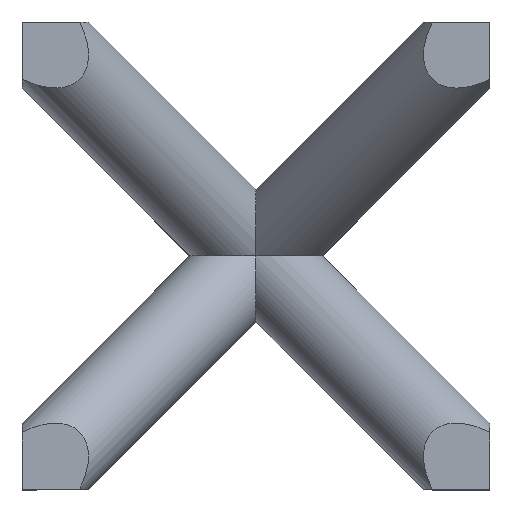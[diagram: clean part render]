
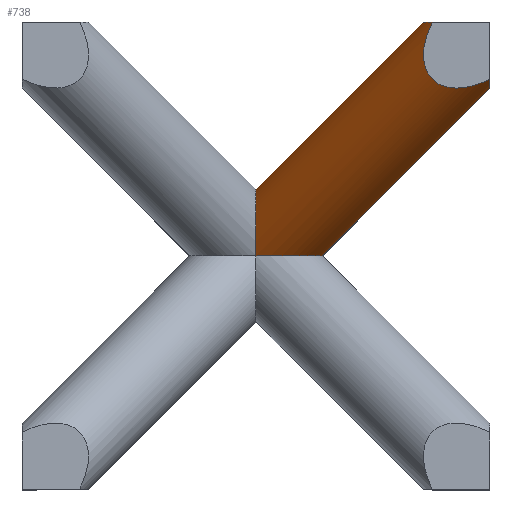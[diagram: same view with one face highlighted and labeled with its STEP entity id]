
A CAD part, top view. The second image highlights one B-rep face of the part: STEP entity #738.
In plain terms, the highlighted cylindrical face has radius 0.004 mm (diameter 0.008 mm), a full revolution.
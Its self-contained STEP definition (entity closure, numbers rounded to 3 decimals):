
#33 = EDGE_LOOP ( 'NONE', ( #399, #741, #424 ) ) ;
#36 = CARTESIAN_POINT ( 'NONE',  ( 0.005, 0., 0. ) ) ;
#45 = VERTEX_POINT ( 'NONE', #234 ) ;
#46 = CARTESIAN_POINT ( 'NONE',  ( 0.02, 0.015, 0.013 ) ) ;
#47 =( BOUNDED_CURVE ( )  B_SPLINE_CURVE ( 3, ( #36, #310, #381, #244 ),
 .UNSPECIFIED., .F., .T. ) 
 B_SPLINE_CURVE_WITH_KNOTS ( ( 4, 4 ),
 ( 2.094, 4.189 ),
 .UNSPECIFIED. ) 
 CURVE ( )  GEOMETRIC_REPRESENTATION_ITEM ( )  RATIONAL_B_SPLINE_CURVE ( ( 1., 0.667, 0.667, 1. ) ) 
 REPRESENTATION_ITEM ( '' )  );
#73 = DIRECTION ( 'NONE',  ( -0.577, -0.577, -0.577 ) ) ;
#80 = CARTESIAN_POINT ( 'NONE',  ( 0.02, 0.02, 0.015 ) ) ;
#95 = EDGE_CURVE ( 'NONE', #113, #513, #47, .T. ) ;
#113 = VERTEX_POINT ( 'NONE', #840 ) ;
#122 = AXIS2_PLACEMENT_3D ( 'NONE', #691, #73, #213 ) ;
#146 =( BOUNDED_CURVE ( )  B_SPLINE_CURVE ( 3, ( #80, #564, #487, #155 ),
 .UNSPECIFIED., .F., .F. ) 
 B_SPLINE_CURVE_WITH_KNOTS ( ( 4, 4 ),
 ( 5.236, 7.33 ),
 .UNSPECIFIED. ) 
 CURVE ( )  GEOMETRIC_REPRESENTATION_ITEM ( )  RATIONAL_B_SPLINE_CURVE ( ( 1., 0.667, 0.667, 1. ) ) 
 REPRESENTATION_ITEM ( '' )  );
#155 = CARTESIAN_POINT ( 'NONE',  ( 0.015, 0.02, 0.02 ) ) ;
#156 =( BOUNDED_CURVE ( )  B_SPLINE_CURVE ( 3, ( #454, #446, #785, #732 ),
 .UNSPECIFIED., .F., .T. ) 
 B_SPLINE_CURVE_WITH_KNOTS ( ( 4, 4 ),
 ( 2.094, 4.189 ),
 .UNSPECIFIED. ) 
 CURVE ( )  GEOMETRIC_REPRESENTATION_ITEM ( )  RATIONAL_B_SPLINE_CURVE ( ( 1., 0.667, 0.667, 1. ) ) 
 REPRESENTATION_ITEM ( '' )  );
#213 = DIRECTION ( 'NONE',  ( 0.707, -0.707, 0. ) ) ;
#234 = CARTESIAN_POINT ( 'NONE',  ( 0., 0., 0.005 ) ) ;
#244 = CARTESIAN_POINT ( 'NONE',  ( 0., 0.005, 0. ) ) ;
#250 = CARTESIAN_POINT ( 'NONE',  ( 0.015, 0.02, 0.02 ) ) ;
#310 = CARTESIAN_POINT ( 'NONE',  ( 0.007, 0.005, 0. ) ) ;
#337 = VERTEX_POINT ( 'NONE', #701 ) ;
#350 = EDGE_CURVE ( 'NONE', #646, #772, #146, .T. ) ;
#381 = CARTESIAN_POINT ( 'NONE',  ( 0.005, 0.007, 0. ) ) ;
#399 = ORIENTED_EDGE ( 'NONE', *, *, #673, .F. ) ;
#409 = CARTESIAN_POINT ( 'NONE',  ( 0.02, 0.015, 0.02 ) ) ;
#413 = ORIENTED_EDGE ( 'NONE', *, *, #814, .F. ) ;
#417 = CARTESIAN_POINT ( 'NONE',  ( 0.015, 0.02, 0.02 ) ) ;
#424 = ORIENTED_EDGE ( 'NONE', *, *, #868, .F. ) ;
#446 = CARTESIAN_POINT ( 'NONE',  ( 0., 0.005, 0.007 ) ) ;
#450 =( BOUNDED_CURVE ( )  B_SPLINE_CURVE ( 3, ( #852, #510, #657, #661 ),
 .UNSPECIFIED., .F., .T. ) 
 B_SPLINE_CURVE_WITH_KNOTS ( ( 4, 4 ),
 ( 5.236, 7.33 ),
 .UNSPECIFIED. ) 
 CURVE ( )  GEOMETRIC_REPRESENTATION_ITEM ( )  RATIONAL_B_SPLINE_CURVE ( ( 1., 0.667, 0.667, 1. ) ) 
 REPRESENTATION_ITEM ( '' )  );
#454 = CARTESIAN_POINT ( 'NONE',  ( 0., 0., 0.005 ) ) ;
#467 = CARTESIAN_POINT ( 'NONE',  ( 0.02, 0.02, 0.015 ) ) ;
#472 = FACE_OUTER_BOUND ( 'NONE', #489, .T. ) ;
#486 = CARTESIAN_POINT ( 'NONE',  ( 0.015, 0.013, 0.02 ) ) ;
#487 = CARTESIAN_POINT ( 'NONE',  ( 0.013, 0.02, 0.015 ) ) ;
#489 = EDGE_LOOP ( 'NONE', ( #413, #851, #523 ) ) ;
#510 = CARTESIAN_POINT ( 'NONE',  ( 0.005, 0., 0.007 ) ) ;
#513 = VERTEX_POINT ( 'NONE', #531 ) ;
#523 = ORIENTED_EDGE ( 'NONE', *, *, #95, .T. ) ;
#531 = CARTESIAN_POINT ( 'NONE',  ( 0., 0.005, 0. ) ) ;
#547 = CARTESIAN_POINT ( 'NONE',  ( 0.02, 0.02, 0.015 ) ) ;
#552 =( BOUNDED_CURVE ( )  B_SPLINE_CURVE ( 3, ( #409, #877, #46, #547 ),
 .UNSPECIFIED., .F., .T. ) 
 B_SPLINE_CURVE_WITH_KNOTS ( ( 4, 4 ),
 ( 5.236, 7.33 ),
 .UNSPECIFIED. ) 
 CURVE ( )  GEOMETRIC_REPRESENTATION_ITEM ( )  RATIONAL_B_SPLINE_CURVE ( ( 1., 0.667, 0.667, 1. ) ) 
 REPRESENTATION_ITEM ( '' )  );
#564 = CARTESIAN_POINT ( 'NONE',  ( 0.015, 0.02, 0.013 ) ) ;
#642 = CARTESIAN_POINT ( 'NONE',  ( 0.013, 0.015, 0.02 ) ) ;
#646 = VERTEX_POINT ( 'NONE', #467 ) ;
#657 = CARTESIAN_POINT ( 'NONE',  ( 0.007, 0., 0.005 ) ) ;
#661 = CARTESIAN_POINT ( 'NONE',  ( 0.005, 0., 0. ) ) ;
#670 =( BOUNDED_CURVE ( )  B_SPLINE_CURVE ( 3, ( #417, #642, #486, #766 ),
 .UNSPECIFIED., .F., .F. ) 
 B_SPLINE_CURVE_WITH_KNOTS ( ( 4, 4 ),
 ( 5.236, 7.33 ),
 .UNSPECIFIED. ) 
 CURVE ( )  GEOMETRIC_REPRESENTATION_ITEM ( )  RATIONAL_B_SPLINE_CURVE ( ( 1., 0.667, 0.667, 1. ) ) 
 REPRESENTATION_ITEM ( '' )  );
#673 = EDGE_CURVE ( 'NONE', #772, #337, #670, .T. ) ;
#691 = CARTESIAN_POINT ( 'NONE',  ( 0.02, 0.02, 0.02 ) ) ;
#701 = CARTESIAN_POINT ( 'NONE',  ( 0.02, 0.015, 0.02 ) ) ;
#732 = CARTESIAN_POINT ( 'NONE',  ( 0., 0.005, 0. ) ) ;
#738 = ADVANCED_FACE ( 'NONE', ( #816, #472 ), #831, .T. ) ;
#741 = ORIENTED_EDGE ( 'NONE', *, *, #350, .F. ) ;
#766 = CARTESIAN_POINT ( 'NONE',  ( 0.02, 0.015, 0.02 ) ) ;
#772 = VERTEX_POINT ( 'NONE', #250 ) ;
#785 = CARTESIAN_POINT ( 'NONE',  ( 0., 0.007, 0.005 ) ) ;
#802 = EDGE_CURVE ( 'NONE', #45, #113, #450, .T. ) ;
#814 = EDGE_CURVE ( 'NONE', #45, #513, #156, .T. ) ;
#816 = FACE_OUTER_BOUND ( 'NONE', #33, .T. ) ;
#831 = CYLINDRICAL_SURFACE ( 'NONE', #122, 0.004 ) ;
#840 = CARTESIAN_POINT ( 'NONE',  ( 0.005, 0., 0. ) ) ;
#851 = ORIENTED_EDGE ( 'NONE', *, *, #802, .T. ) ;
#852 = CARTESIAN_POINT ( 'NONE',  ( 0., 0., 0.005 ) ) ;
#868 = EDGE_CURVE ( 'NONE', #337, #646, #552, .T. ) ;
#877 = CARTESIAN_POINT ( 'NONE',  ( 0.02, 0.013, 0.015 ) ) ;
